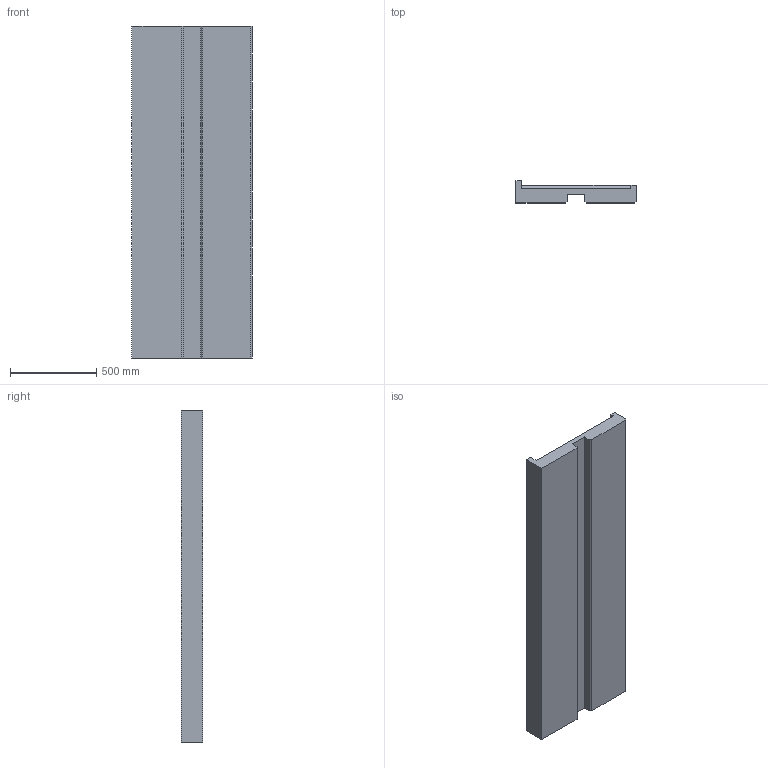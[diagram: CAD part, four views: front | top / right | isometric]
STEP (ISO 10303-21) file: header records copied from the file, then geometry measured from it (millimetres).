
FILE_DESCRIPTION(/* description */ (''),/* implementation_level */ '2;1');
FILE_NAME(/* name */ 'MDDG - Rouleaux - Dep.stp',/* time_stamp */ '2025-02-28T13:43:43+01:00',/* author */ ('Benjamin.FOLTZER'),/* organization */ (''),/* preprocessor_version */ 'ST-DEVELOPER v20',/* originating_system */ 'Autodesk Inventor 2024',/* authorisation */ '');
FILE_SCHEMA (('AUTOMOTIVE_DESIGN { 1 0 10303 214 3 1 1 }'));
Length unit declared in the file: millimetre
Products named in the file (1): MDDG - Rouleaux - Dep
Bounding box: 696 x 126.5 x 1920 mm (x, y, z)
Volume: 108944482.7 mm3; surface area: 3685688.3 mm2
Topology: 1 solids, 1 shells, 81 faces, 237 edges, 158 vertices
Faces by surface type: plane 65, cylinder 16
Entity records: 2846 total; most frequent: CARTESIAN_POINT 477, ORIENTED_EDGE 474, DIRECTION 465, EDGE_CURVE 237, LINE 173, VECTOR 173, VERTEX_POINT 158, AXIS2_PLACEMENT_3D 146
